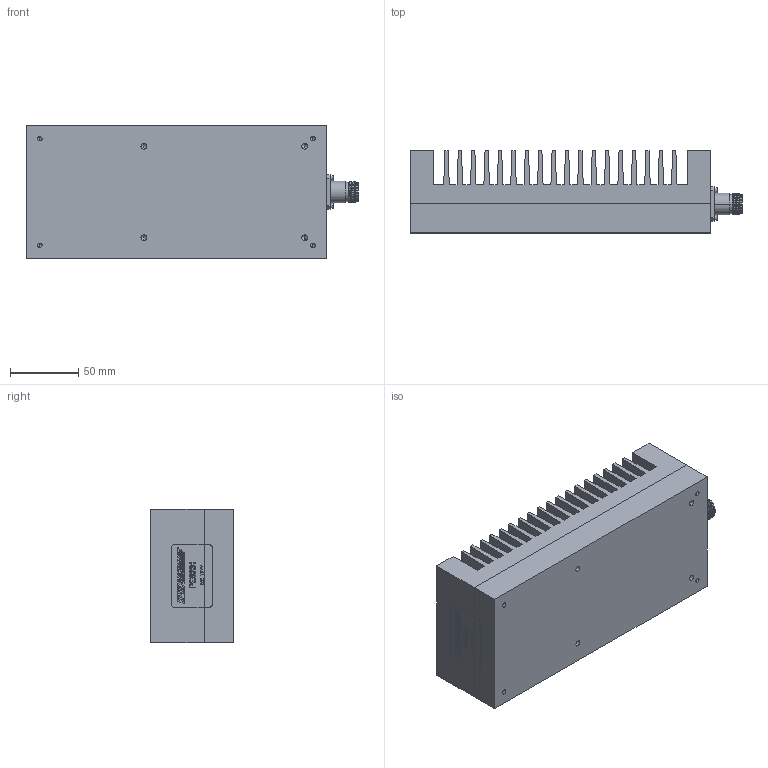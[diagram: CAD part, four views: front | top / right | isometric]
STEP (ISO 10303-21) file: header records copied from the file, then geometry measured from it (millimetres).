
FILE_DESCRIPTION (( 'STEP AP203' ), '1' );
FILE_NAME ('PE6231.step', '2018-05-01T21:13:42', ( '' ), ( '' ), 'SwSTEP 2.0', 'SolidWorks 2017', '' );
FILE_SCHEMA (( 'CONFIG_CONTROL_DESIGN' ));
Length unit declared in the file: millimetre
Products named in the file (1): PE6231
Bounding box: 243.13 x 60.16 x 98 mm (x, y, z)
Volume: 986581.4 mm3; surface area: 171966.2 mm2
Topology: 3 solids, 3 shells, 1103 faces, 2941 edges, 1922 vertices
Faces by surface type: plane 620, cylinder 217, bspline 185, cone 81
Entity records: 46112 total; most frequent: CARTESIAN_POINT 20095, ORIENTED_EDGE 5850, DIRECTION 4585, EDGE_CURVE 2925, LINE 1975, VECTOR 1975, VERTEX_POINT 1922, AXIS2_PLACEMENT_3D 1305
